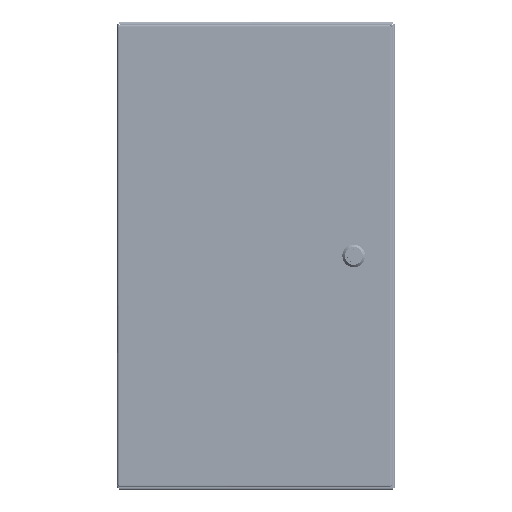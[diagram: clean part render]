
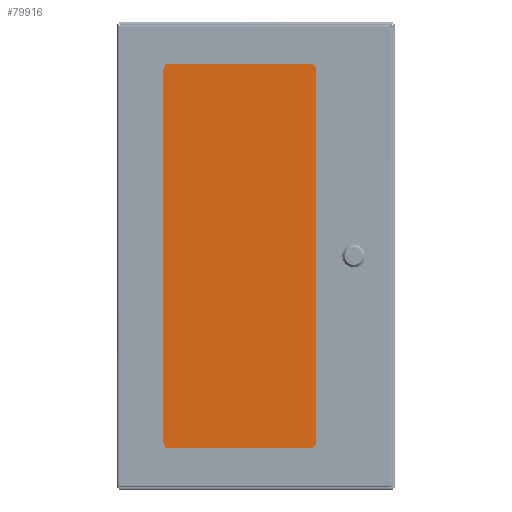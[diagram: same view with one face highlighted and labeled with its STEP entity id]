
A CAD part, top view. The second image highlights one B-rep face of the part: STEP entity #79916.
In plain terms, the highlighted planar face has unit normal (0, 0, 1).
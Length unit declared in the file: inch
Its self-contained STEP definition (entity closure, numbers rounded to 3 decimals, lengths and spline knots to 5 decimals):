
#3643 = DIRECTION ( 'NONE',  ( 1., 0., 0. ) ) ;
#5907 = LINE ( 'NONE', #55708, #139383 ) ;
#17007 = CARTESIAN_POINT ( 'NONE',  ( -11.18618, 9.465, 1.23606 ) ) ;
#18682 = PLANE ( 'NONE',  #75941 ) ;
#23901 = EDGE_CURVE ( 'NONE', #52147, #54234, #5907, .T. ) ;
#27077 = CARTESIAN_POINT ( 'NONE',  ( -2.77618, -10.215, 1.23606 ) ) ;
#28940 = ORIENTED_EDGE ( 'NONE', *, *, #23901, .F. ) ;
#35900 = DIRECTION ( 'NONE',  ( 0., 1., 0. ) ) ;
#48672 = CARTESIAN_POINT ( 'NONE',  ( -2.77618, 9.465, 1.23606 ) ) ;
#49647 = LINE ( 'NONE', #140538, #125919 ) ;
#52147 = VERTEX_POINT ( 'NONE', #59916 ) ;
#53095 = CARTESIAN_POINT ( 'NONE',  ( -6.98118, -0.375, 1.23606 ) ) ;
#53398 = CARTESIAN_POINT ( 'NONE',  ( -11.18618, -10.215, 1.23606 ) ) ;
#54234 = VERTEX_POINT ( 'NONE', #27077 ) ;
#54923 = EDGE_CURVE ( 'NONE', #110179, #52147, #137063, .T. ) ;
#55708 = CARTESIAN_POINT ( 'NONE',  ( -2.77618, -10.215, 1.23606 ) ) ;
#57940 = EDGE_LOOP ( 'NONE', ( #75544, #131333, #28940, #141960 ) ) ;
#59916 = CARTESIAN_POINT ( 'NONE',  ( -2.77618, 9.465, 1.23606 ) ) ;
#71169 = VECTOR ( 'NONE', #3643, 39.37008 ) ;
#73939 = DIRECTION ( 'NONE',  ( 0., 0., 1. ) ) ;
#75544 = ORIENTED_EDGE ( 'NONE', *, *, #96251, .F. ) ;
#75941 = AXIS2_PLACEMENT_3D ( 'NONE', #53095, #73939, #141751 ) ;
#79916 = ADVANCED_FACE ( 'NONE', ( #91652 ), #18682, .T. ) ;
#80571 = VERTEX_POINT ( 'NONE', #53398 ) ;
#84874 = LINE ( 'NONE', #134847, #105592 ) ;
#91652 = FACE_OUTER_BOUND ( 'NONE', #57940, .T. ) ;
#96251 = EDGE_CURVE ( 'NONE', #80571, #110179, #84874, .T. ) ;
#105592 = VECTOR ( 'NONE', #35900, 39.37008 ) ;
#110179 = VERTEX_POINT ( 'NONE', #17007 ) ;
#125919 = VECTOR ( 'NONE', #130298, 39.37008 ) ;
#130298 = DIRECTION ( 'NONE',  ( -1., 0., 0. ) ) ;
#131333 = ORIENTED_EDGE ( 'NONE', *, *, #138090, .F. ) ;
#133661 = DIRECTION ( 'NONE',  ( 0., -1., 0. ) ) ;
#134847 = CARTESIAN_POINT ( 'NONE',  ( -11.18618, 9.465, 1.23606 ) ) ;
#137063 = LINE ( 'NONE', #48672, #71169 ) ;
#138090 = EDGE_CURVE ( 'NONE', #54234, #80571, #49647, .T. ) ;
#139383 = VECTOR ( 'NONE', #133661, 39.37008 ) ;
#140538 = CARTESIAN_POINT ( 'NONE',  ( -11.18618, -10.215, 1.23606 ) ) ;
#141751 = DIRECTION ( 'NONE',  ( 1., 0., 0. ) ) ;
#141960 = ORIENTED_EDGE ( 'NONE', *, *, #54923, .F. ) ;
